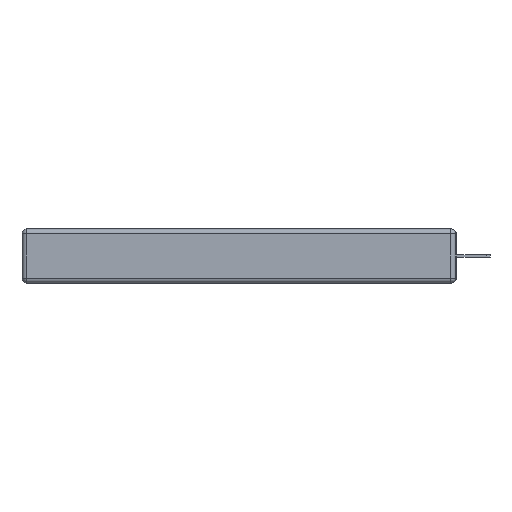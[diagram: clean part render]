
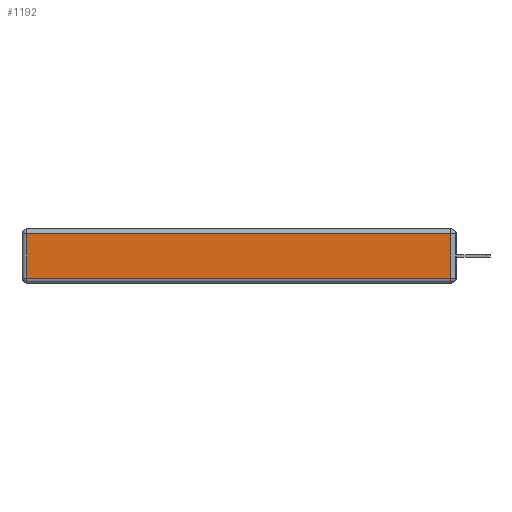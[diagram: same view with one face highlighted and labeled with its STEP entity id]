
A CAD part, left-side view. The second image highlights one B-rep face of the part: STEP entity #1192.
In plain terms, the highlighted planar face has unit normal (-1, 0, 0).
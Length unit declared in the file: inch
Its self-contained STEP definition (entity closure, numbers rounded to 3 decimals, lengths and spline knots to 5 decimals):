
#321 = CARTESIAN_POINT ( 'NONE',  ( 0., 0., -0.343 ) ) ;
#636 = CARTESIAN_POINT ( 'NONE',  ( 0., 2.72, -0.343 ) ) ;
#1192 = ADVANCED_FACE ( 'NONE', ( #8733 ), #3470, .T. ) ;
#1246 = VECTOR ( 'NONE', #3617, 39.37008 ) ;
#1351 = EDGE_CURVE ( 'NONE', #8481, #12498, #5390, .T. ) ;
#1828 = AXIS2_PLACEMENT_3D ( 'NONE', #321, #2553, #4559 ) ;
#2553 = DIRECTION ( 'NONE',  ( -1., 0., 0. ) ) ;
#2579 = LINE ( 'NONE', #8823, #1246 ) ;
#2718 = ORIENTED_EDGE ( 'NONE', *, *, #7193, .T. ) ;
#2878 = VECTOR ( 'NONE', #7388, 39.37008 ) ;
#2917 = CARTESIAN_POINT ( 'NONE',  ( 0., 2.72, -0.313 ) ) ;
#2957 = VECTOR ( 'NONE', #8407, 39.37008 ) ;
#3320 = CARTESIAN_POINT ( 'NONE',  ( 0., 0., -0.313 ) ) ;
#3470 = PLANE ( 'NONE',  #1828 ) ;
#3617 = DIRECTION ( 'NONE',  ( 0., 0., 1. ) ) ;
#3899 = DIRECTION ( 'NONE',  ( 0., 0., -1. ) ) ;
#4095 = CARTESIAN_POINT ( 'NONE',  ( 0., 0.03, -0.313 ) ) ;
#4553 = EDGE_CURVE ( 'NONE', #10230, #7138, #9516, .T. ) ;
#4559 = DIRECTION ( 'NONE',  ( 0., 0., 1. ) ) ;
#5390 = LINE ( 'NONE', #3320, #2878 ) ;
#7138 = VERTEX_POINT ( 'NONE', #8962 ) ;
#7193 = EDGE_CURVE ( 'NONE', #12498, #10230, #2579, .T. ) ;
#7388 = DIRECTION ( 'NONE',  ( 0., -1., 0. ) ) ;
#8407 = DIRECTION ( 'NONE',  ( 0., 1., 0. ) ) ;
#8438 = CARTESIAN_POINT ( 'NONE',  ( 0., 0.03, -0.03 ) ) ;
#8481 = VERTEX_POINT ( 'NONE', #2917 ) ;
#8733 = FACE_OUTER_BOUND ( 'NONE', #12647, .T. ) ;
#8823 = CARTESIAN_POINT ( 'NONE',  ( 0., 0.03, -0.343 ) ) ;
#8899 = ORIENTED_EDGE ( 'NONE', *, *, #9190, .T. ) ;
#8962 = CARTESIAN_POINT ( 'NONE',  ( 0., 2.72, -0.03 ) ) ;
#9190 = EDGE_CURVE ( 'NONE', #7138, #8481, #11203, .T. ) ;
#9516 = LINE ( 'NONE', #13663, #2957 ) ;
#10230 = VERTEX_POINT ( 'NONE', #8438 ) ;
#10609 = ORIENTED_EDGE ( 'NONE', *, *, #4553, .T. ) ;
#11203 = LINE ( 'NONE', #636, #12736 ) ;
#11226 = ORIENTED_EDGE ( 'NONE', *, *, #1351, .T. ) ;
#12498 = VERTEX_POINT ( 'NONE', #4095 ) ;
#12647 = EDGE_LOOP ( 'NONE', ( #11226, #2718, #10609, #8899 ) ) ;
#12736 = VECTOR ( 'NONE', #3899, 39.37008 ) ;
#13663 = CARTESIAN_POINT ( 'NONE',  ( 0., 2.75, -0.03 ) ) ;
